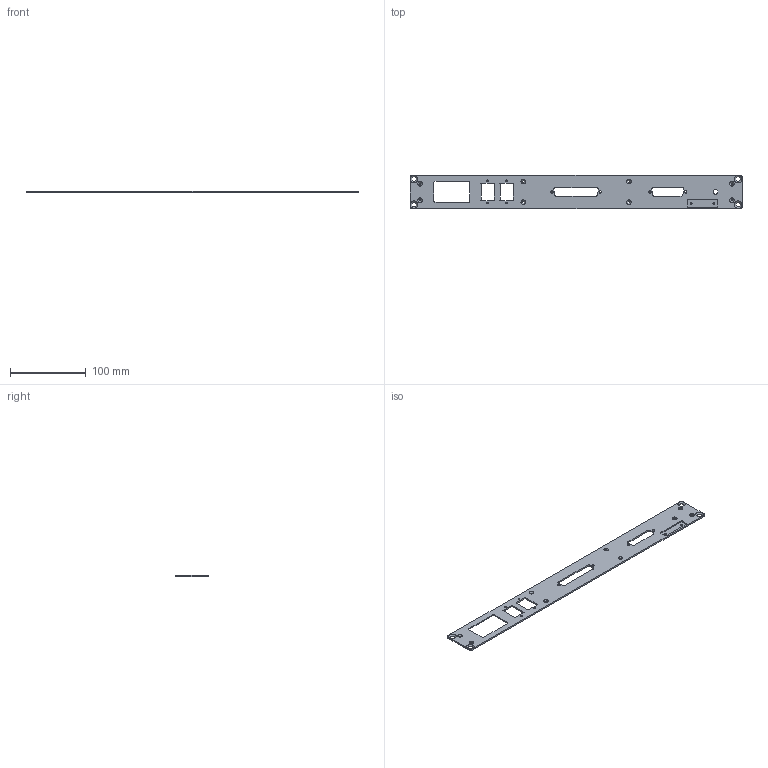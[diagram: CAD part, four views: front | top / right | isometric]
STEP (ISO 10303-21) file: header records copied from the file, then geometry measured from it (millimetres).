
FILE_DESCRIPTION(('Open CASCADE Model'),'2;1');
FILE_NAME('Open CASCADE Shape Model','2025-12-15T12:44:05',('Author'),( 'Open CASCADE'),'Open CASCADE STEP processor 7.5','Open CASCADE 7.5' ,'Unknown');
FILE_SCHEMA(('AUTOMOTIVE_DESIGN { 1 0 10303 214 1 1 1 1 }'));
Length unit declared in the file: millimetre
Products named in the file (1): Open CASCADE STEP translator 7.5 1
Bounding box: 437 x 43.95 x 2 mm (x, y, z)
Volume: 30317.8 mm3; surface area: 35001 mm2
Topology: 1 solids, 1 shells, 131 faces, 333 edges, 218 vertices
Faces by surface type: cylinder 70, plane 49, cone 12
Full cylindrical faces by diameter (mm): 2.458 x6, 3.2 x12, 6 x8, 6.402 x4, 10 x4
Entity records: 8560 total; most frequent: CARTESIAN_POINT 1657, DIRECTION 1337, LINE 675, VECTOR 675, ORIENTED_EDGE 666, PCURVE 666, DEFINITIONAL_REPRESENTATION 666, EDGE_CURVE 333
